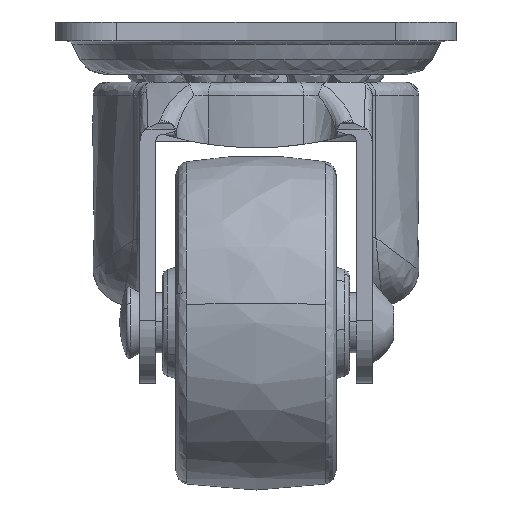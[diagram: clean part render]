
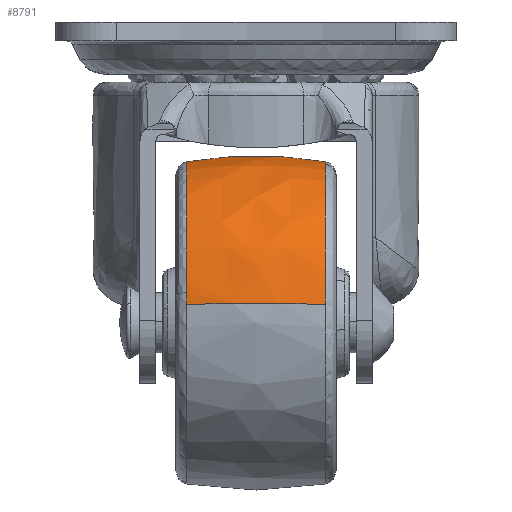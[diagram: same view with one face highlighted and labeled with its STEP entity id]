
A CAD part, left-side view. The second image highlights one B-rep face of the part: STEP entity #8791.
In plain terms, the highlighted free-form (B-spline) face has degree [2, 2] with [5, 3] control points.
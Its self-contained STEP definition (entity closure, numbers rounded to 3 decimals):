
#8273=CARTESIAN_POINT('',(-11.837,5.172,2.258));
#8274=VERTEX_POINT('',#8273);
#8288=CARTESIAN_POINT('',(0.0,5.172,12.051));
#8289=VERTEX_POINT('',#8288);
#8290=CARTESIAN_POINT('',(0.0,5.172,12.051));
#8291=CARTESIAN_POINT('',(-9.969,5.172,12.051));
#8292=CARTESIAN_POINT('',(-11.837,5.172,2.258));
#8300=(BOUNDED_CURVE()B_SPLINE_CURVE(2,(#8290,#8291,#8292),.UNSPECIFIED.,.F.,.U.)B_SPLINE_CURVE_WITH_KNOTS((3,3),(0.5,0.718),.UNSPECIFIED.)CURVE()GEOMETRIC_REPRESENTATION_ITEM()RATIONAL_B_SPLINE_CURVE((1.0,0.745,0.934))REPRESENTATION_ITEM(''));
#8301=EDGE_CURVE('',#8289,#8274,#8300,.T.);
#8390=CARTESIAN_POINT('',(-11.97,5.172,1.391));
#8391=VERTEX_POINT('',#8390);
#8407=CARTESIAN_POINT('',(-11.837,5.172,2.258));
#8408=CARTESIAN_POINT('',(-11.919,5.172,1.827));
#8409=CARTESIAN_POINT('',(-11.97,5.172,1.391));
#8417=(BOUNDED_CURVE()B_SPLINE_CURVE(2,(#8407,#8408,#8409),.UNSPECIFIED.,.F.,.U.)B_SPLINE_CURVE_WITH_KNOTS((3,3),(0.718,0.73),.UNSPECIFIED.)CURVE()GEOMETRIC_REPRESENTATION_ITEM()RATIONAL_B_SPLINE_CURVE((0.934,0.945,0.957))REPRESENTATION_ITEM(''));
#8418=EDGE_CURVE('',#8274,#8391,#8417,.T.);
#8604=CARTESIAN_POINT('',(0.0,-5.172,12.051));
#8605=VERTEX_POINT('',#8604);
#8619=CARTESIAN_POINT('',(-11.97,-5.172,1.391));
#8620=VERTEX_POINT('',#8619);
#8621=CARTESIAN_POINT('',(0.0,-5.172,12.051));
#8622=CARTESIAN_POINT('',(-10.731,-5.172,12.051));
#8623=CARTESIAN_POINT('',(-11.97,-5.172,1.391));
#8631=(BOUNDED_CURVE()B_SPLINE_CURVE(2,(#8621,#8622,#8623),.UNSPECIFIED.,.F.,.U.)B_SPLINE_CURVE_WITH_KNOTS((3,3),(0.5,0.73),.UNSPECIFIED.)CURVE()GEOMETRIC_REPRESENTATION_ITEM()RATIONAL_B_SPLINE_CURVE((1.0,0.731,0.957))REPRESENTATION_ITEM(''));
#8632=EDGE_CURVE('',#8605,#8620,#8631,.T.);
#8724=CARTESIAN_POINT('',(0.0,-5.172,12.051));
#8725=CARTESIAN_POINT('',(0.0,-2.606,12.5));
#8726=CARTESIAN_POINT('',(0.0,0.0,12.5));
#8727=CARTESIAN_POINT('',(0.0,2.606,12.5));
#8728=CARTESIAN_POINT('',(0.0,5.172,12.051));
#8736=(BOUNDED_CURVE()B_SPLINE_CURVE(2,(#8724,#8725,#8726,#8727,#8728),.UNSPECIFIED.,.F.,.U.)B_SPLINE_CURVE_WITH_KNOTS((3,2,3),(0.407,0.5,0.593),.UNSPECIFIED.)CURVE()GEOMETRIC_REPRESENTATION_ITEM()RATIONAL_B_SPLINE_CURVE((0.967,0.979,1.0,0.979,0.967))REPRESENTATION_ITEM(''));
#8737=EDGE_CURVE('',#8605,#8289,#8736,.T.);
#8743=CARTESIAN_POINT('',(-11.97,-5.172,1.391));
#8744=CARTESIAN_POINT('',(-12.416,-2.606,1.443));
#8745=CARTESIAN_POINT('',(-12.416,0.,1.443));
#8746=CARTESIAN_POINT('',(-12.416,2.606,1.443));
#8747=CARTESIAN_POINT('',(-11.97,5.172,1.391));
#8755=(BOUNDED_CURVE()B_SPLINE_CURVE(2,(#8743,#8744,#8745,#8746,#8747),.UNSPECIFIED.,.F.,.U.)B_SPLINE_CURVE_WITH_KNOTS((3,2,3),(0.407,0.5,0.593),.UNSPECIFIED.)CURVE()GEOMETRIC_REPRESENTATION_ITEM()RATIONAL_B_SPLINE_CURVE((0.925,0.937,0.957,0.937,0.925))REPRESENTATION_ITEM(''));
#8756=EDGE_CURVE('',#8620,#8391,#8755,.T.);
#8761=CARTESIAN_POINT('',(0.0,-5.692,11.955));
#8762=CARTESIAN_POINT('',(0.0,-2.872,12.5));
#8763=CARTESIAN_POINT('',(0.0,0.0,12.5));
#8764=CARTESIAN_POINT('',(0.0,2.872,12.5));
#8765=CARTESIAN_POINT('',(0.0,5.692,11.955));
#8766=CARTESIAN_POINT('',(-10.646,-5.692,11.955));
#8767=CARTESIAN_POINT('',(-11.131,-2.872,12.5));
#8768=CARTESIAN_POINT('',(-11.131,0.0,12.5));
#8769=CARTESIAN_POINT('',(-11.131,2.872,12.5));
#8770=CARTESIAN_POINT('',(-10.646,5.692,11.955));
#8771=CARTESIAN_POINT('',(-11.875,-5.692,1.38));
#8772=CARTESIAN_POINT('',(-12.416,-2.872,1.443));
#8773=CARTESIAN_POINT('',(-12.416,0.0,1.443));
#8774=CARTESIAN_POINT('',(-12.416,2.872,1.443));
#8775=CARTESIAN_POINT('',(-11.875,5.692,1.38));
#8783=(BOUNDED_SURFACE()B_SPLINE_SURFACE(2,2,((#8761,#8766,#8771),(#8762,#8767,#8772),(#8763,#8768,#8773),(#8764,#8769,#8774),(#8765,#8770,#8775)),.UNSPECIFIED.,.F.,.F.,.U.)B_SPLINE_SURFACE_WITH_KNOTS((3,2,3),(3,3),(0.0,5.824,11.647),(0.0,19.033),.UNSPECIFIED.)GEOMETRIC_REPRESENTATION_ITEM()RATIONAL_B_SPLINE_SURFACE(((0.964,0.704,0.923),(0.977,0.714,0.935),(1.0,0.731,0.957),(0.977,0.714,0.935),(0.964,0.704,0.923)))REPRESENTATION_ITEM('')SURFACE());
#8784=ORIENTED_EDGE('',*,*,#8301,.T.);
#8785=ORIENTED_EDGE('',*,*,#8418,.T.);
#8786=ORIENTED_EDGE('',*,*,#8756,.F.);
#8787=ORIENTED_EDGE('',*,*,#8632,.F.);
#8788=ORIENTED_EDGE('',*,*,#8737,.T.);
#8789=EDGE_LOOP('',(#8784,#8785,#8786,#8787,#8788));
#8790=FACE_OUTER_BOUND('',#8789,.T.);
#8791=ADVANCED_FACE('',(#8790),#8783,.T.);
